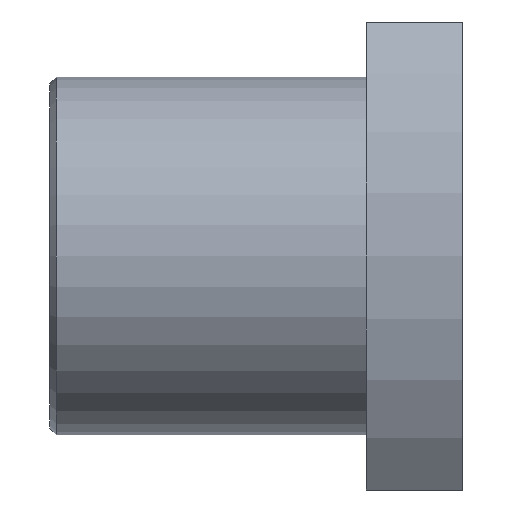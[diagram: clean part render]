
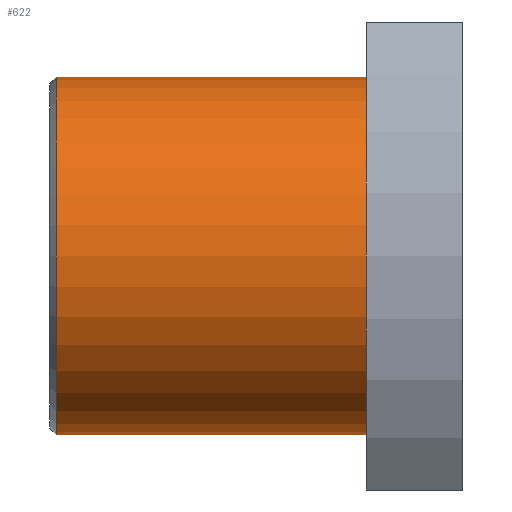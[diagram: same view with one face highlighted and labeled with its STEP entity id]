
A CAD part, front view. The second image highlights one B-rep face of the part: STEP entity #622.
In plain terms, the highlighted cylindrical face has radius 6.5 mm (diameter 13 mm), a partial arc.
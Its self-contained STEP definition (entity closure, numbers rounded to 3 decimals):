
#21 = AXIS2_PLACEMENT_3D ( 'NONE', #157, #170, #465 ) ;
#27 = EDGE_CURVE ( 'NONE', #224, #728, #370, .T. ) ;
#36 = ORIENTED_EDGE ( 'NONE', *, *, #61, .T. ) ;
#37 = CARTESIAN_POINT ( 'NONE',  ( -15.792, 0., -6.5 ) ) ;
#47 = CARTESIAN_POINT ( 'NONE',  ( -105.275, 0., 6.5 ) ) ;
#50 = EDGE_CURVE ( 'NONE', #224, #474, #230, .T. ) ;
#56 = VECTOR ( 'NONE', #585, 1000. ) ;
#61 = EDGE_CURVE ( 'NONE', #758, #474, #438, .T. ) ;
#111 = FACE_OUTER_BOUND ( 'NONE', #559, .T. ) ;
#140 = EDGE_CURVE ( 'NONE', #728, #758, #591, .T. ) ;
#149 = CARTESIAN_POINT ( 'NONE',  ( -15.792, 0., 6.5 ) ) ;
#157 = CARTESIAN_POINT ( 'NONE',  ( -15.792, 0., 0. ) ) ;
#161 = CARTESIAN_POINT ( 'NONE',  ( -4.542, 0., 0. ) ) ;
#170 = DIRECTION ( 'NONE',  ( 1., 0., 0. ) ) ;
#210 = CARTESIAN_POINT ( 'NONE',  ( -4.542, 0., 6.5 ) ) ;
#224 = VERTEX_POINT ( 'NONE', #725 ) ;
#230 = LINE ( 'NONE', #639, #56 ) ;
#293 = CYLINDRICAL_SURFACE ( 'NONE', #747, 6.5 ) ;
#323 = CARTESIAN_POINT ( 'NONE',  ( -105.275, 0., 0. ) ) ;
#353 = DIRECTION ( 'NONE',  ( 0., 0., 1. ) ) ;
#370 = CIRCLE ( 'NONE', #499, 6.5 ) ;
#387 = VECTOR ( 'NONE', #663, 1000. ) ;
#404 = DIRECTION ( 'NONE',  ( 0., 0., 1. ) ) ;
#415 = ORIENTED_EDGE ( 'NONE', *, *, #140, .T. ) ;
#438 = CIRCLE ( 'NONE', #21, 6.5 ) ;
#440 = DIRECTION ( 'NONE',  ( -1., 0., 0. ) ) ;
#465 = DIRECTION ( 'NONE',  ( 0., 0., -1. ) ) ;
#474 = VERTEX_POINT ( 'NONE', #37 ) ;
#499 = AXIS2_PLACEMENT_3D ( 'NONE', #161, #594, #404 ) ;
#559 = EDGE_LOOP ( 'NONE', ( #623, #709, #415, #36 ) ) ;
#585 = DIRECTION ( 'NONE',  ( -1., 0., 0. ) ) ;
#591 = LINE ( 'NONE', #47, #387 ) ;
#594 = DIRECTION ( 'NONE',  ( -1., 0., 0. ) ) ;
#622 = ADVANCED_FACE ( 'NONE', ( #111 ), #293, .T. ) ;
#623 = ORIENTED_EDGE ( 'NONE', *, *, #50, .F. ) ;
#639 = CARTESIAN_POINT ( 'NONE',  ( -105.275, 0., -6.5 ) ) ;
#663 = DIRECTION ( 'NONE',  ( -1., 0., 0. ) ) ;
#709 = ORIENTED_EDGE ( 'NONE', *, *, #27, .T. ) ;
#725 = CARTESIAN_POINT ( 'NONE',  ( -4.542, 0., -6.5 ) ) ;
#728 = VERTEX_POINT ( 'NONE', #210 ) ;
#747 = AXIS2_PLACEMENT_3D ( 'NONE', #323, #440, #353 ) ;
#758 = VERTEX_POINT ( 'NONE', #149 ) ;
